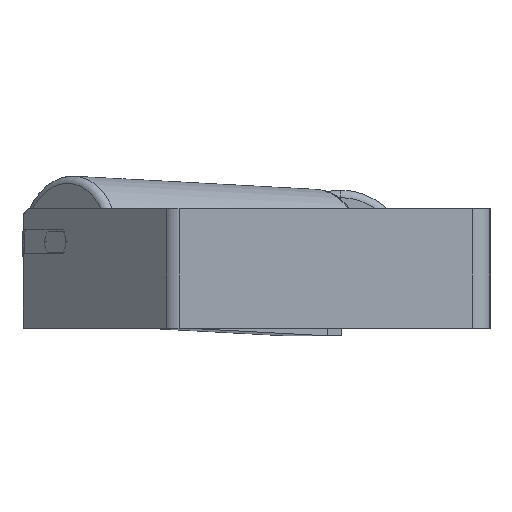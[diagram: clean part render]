
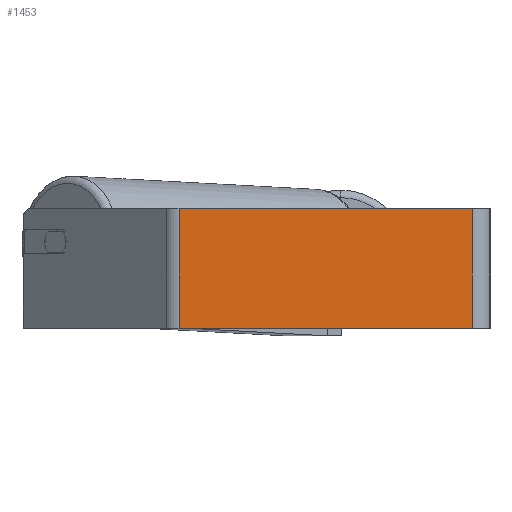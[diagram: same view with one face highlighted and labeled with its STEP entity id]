
A CAD part, left-side view. The second image highlights one B-rep face of the part: STEP entity #1453.
In plain terms, the highlighted planar face has unit normal (-1, 0, 0).
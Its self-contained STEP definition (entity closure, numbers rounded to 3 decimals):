
#606 = VERTEX_POINT ( 'NONE', #2749 ) ;
#617 = VECTOR ( 'NONE', #8617, 1000. ) ;
#1050 = DIRECTION ( 'NONE',  ( 0., 0., -1. ) ) ;
#1186 = ORIENTED_EDGE ( 'NONE', *, *, #3192, .F. ) ;
#1379 = VECTOR ( 'NONE', #3677, 1000. ) ;
#1430 = ORIENTED_EDGE ( 'NONE', *, *, #3781, .T. ) ;
#1453 = ADVANCED_FACE ( 'NONE', ( #2148 ), #6331, .F. ) ;
#1507 = ORIENTED_EDGE ( 'NONE', *, *, #1717, .T. ) ;
#1711 = DIRECTION ( 'NONE',  ( 1., 0., 0. ) ) ;
#1717 = EDGE_CURVE ( 'NONE', #6851, #4686, #8588, .T. ) ;
#2148 = FACE_OUTER_BOUND ( 'NONE', #9017, .T. ) ;
#2204 = EDGE_CURVE ( 'NONE', #606, #7968, #2933, .T. ) ;
#2372 = LINE ( 'NONE', #5826, #1379 ) ;
#2512 = VECTOR ( 'NONE', #6023, 1000. ) ;
#2688 = CARTESIAN_POINT ( 'NONE',  ( -415., 208.21, 40. ) ) ;
#2749 = CARTESIAN_POINT ( 'NONE',  ( -415., 12., 40. ) ) ;
#2772 = CARTESIAN_POINT ( 'NONE',  ( -415., 12., -40. ) ) ;
#2835 = CARTESIAN_POINT ( 'NONE',  ( -415., 208.21, -40. ) ) ;
#2933 = LINE ( 'NONE', #7758, #617 ) ;
#3192 = EDGE_CURVE ( 'NONE', #6851, #606, #2372, .T. ) ;
#3677 = DIRECTION ( 'NONE',  ( 0., -1., 0. ) ) ;
#3781 = EDGE_CURVE ( 'NONE', #4686, #7968, #3898, .T. ) ;
#3797 = AXIS2_PLACEMENT_3D ( 'NONE', #3985, #1711, #1050 ) ;
#3898 = LINE ( 'NONE', #6700, #8668 ) ;
#3985 = CARTESIAN_POINT ( 'NONE',  ( -415., 213.181, 40. ) ) ;
#4686 = VERTEX_POINT ( 'NONE', #2835 ) ;
#5826 = CARTESIAN_POINT ( 'NONE',  ( -415., 213.181, 40. ) ) ;
#6023 = DIRECTION ( 'NONE',  ( 0., 0., -1. ) ) ;
#6331 = PLANE ( 'NONE',  #3797 ) ;
#6700 = CARTESIAN_POINT ( 'NONE',  ( -415., 213.181, -40. ) ) ;
#6851 = VERTEX_POINT ( 'NONE', #2688 ) ;
#7758 = CARTESIAN_POINT ( 'NONE',  ( -415., 12., 40. ) ) ;
#7883 = CARTESIAN_POINT ( 'NONE',  ( -415., 208.21, 40. ) ) ;
#7968 = VERTEX_POINT ( 'NONE', #2772 ) ;
#8065 = DIRECTION ( 'NONE',  ( 0., -1., 0. ) ) ;
#8148 = ORIENTED_EDGE ( 'NONE', *, *, #2204, .F. ) ;
#8588 = LINE ( 'NONE', #7883, #2512 ) ;
#8617 = DIRECTION ( 'NONE',  ( 0., 0., -1. ) ) ;
#8668 = VECTOR ( 'NONE', #8065, 1000. ) ;
#9017 = EDGE_LOOP ( 'NONE', ( #1430, #8148, #1186, #1507 ) ) ;
